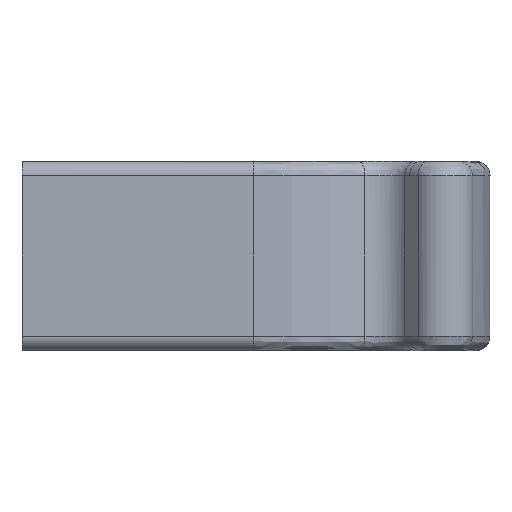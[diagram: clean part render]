
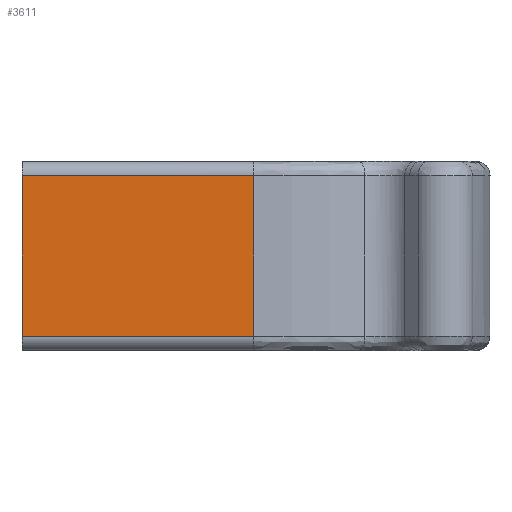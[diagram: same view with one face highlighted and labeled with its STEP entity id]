
A CAD part, front view. The second image highlights one B-rep face of the part: STEP entity #3611.
In plain terms, the highlighted free-form (B-spline) face has degree [1, 1] with [2, 2] control points.
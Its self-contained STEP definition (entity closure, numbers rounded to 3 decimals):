
#2498 = VERTEX_POINT('',#2499);
#2499 = CARTESIAN_POINT('',(0.,-22.488,-16.641));
#2527 = VERTEX_POINT('',#2528);
#2528 = CARTESIAN_POINT('',(-22.027,-22.488,
    -16.641));
#2536 = EDGE_CURVE('',#2498,#2527,#2537,.T.);
#2537 = B_SPLINE_CURVE_WITH_KNOTS('',1,(#2538,#2539),.UNSPECIFIED.,.F.,
  .F.,(2,2),(0.128,24.616),.PIECEWISE_BEZIER_KNOTS.);
#2538 = CARTESIAN_POINT('',(0.,-22.488,-16.641));
#2539 = CARTESIAN_POINT('',(-22.027,-22.488,
    -16.641));
#2824 = EDGE_CURVE('',#2825,#2527,#2827,.T.);
#2825 = VERTEX_POINT('',#2826);
#2826 = CARTESIAN_POINT('',(-22.027,-22.488,
    -1.349));
#2827 = B_SPLINE_CURVE_WITH_KNOTS('',1,(#2828,#2829),.UNSPECIFIED.,.F.,
  .F.,(2,2),(1.5,18.5),.PIECEWISE_BEZIER_KNOTS.);
#2828 = CARTESIAN_POINT('',(-22.027,-22.488,
    -1.349));
#2829 = CARTESIAN_POINT('',(-22.027,-22.488,
    -16.641));
#2933 = EDGE_CURVE('',#2825,#2934,#2936,.T.);
#2934 = VERTEX_POINT('',#2935);
#2935 = CARTESIAN_POINT('',(0.,-22.488,-1.349));
#2936 = B_SPLINE_CURVE_WITH_KNOTS('',1,(#2937,#2938),.UNSPECIFIED.,.F.,
  .F.,(2,2),(-24.616,-0.128),.PIECEWISE_BEZIER_KNOTS.);
#2937 = CARTESIAN_POINT('',(-22.027,-22.488,
    -1.349));
#2938 = CARTESIAN_POINT('',(0.,-22.488,-1.349));
#3600 = EDGE_CURVE('',#2934,#2498,#3601,.T.);
#3601 = B_SPLINE_CURVE_WITH_KNOTS('',1,(#3602,#3603),.UNSPECIFIED.,.F.,
  .F.,(2,2),(1.5,18.5),.PIECEWISE_BEZIER_KNOTS.);
#3602 = CARTESIAN_POINT('',(0.,-22.488,-1.349));
#3603 = CARTESIAN_POINT('',(0.,-22.488,-16.641));
#3611 = ADVANCED_FACE('',(#3612),#3618,.T.);
#3612 = FACE_BOUND('',#3613,.T.);
#3613 = EDGE_LOOP('',(#3614,#3615,#3616,#3617));
#3614 = ORIENTED_EDGE('',*,*,#2536,.F.);
#3615 = ORIENTED_EDGE('',*,*,#3600,.F.);
#3616 = ORIENTED_EDGE('',*,*,#2933,.F.);
#3617 = ORIENTED_EDGE('',*,*,#2824,.T.);
#3618 = B_SPLINE_SURFACE_WITH_KNOTS('',1,1,(
    (#3619,#3620)
    ,(#3621,#3622
    )),.UNSPECIFIED.,.F.,.F.,.F.,(2,2),(2,2),(0.,24.487),(1.5,
    18.5),.PIECEWISE_BEZIER_KNOTS.);
#3619 = CARTESIAN_POINT('',(0.,-22.488,-1.349));
#3620 = CARTESIAN_POINT('',(0.,-22.488,-16.641));
#3621 = CARTESIAN_POINT('',(-22.027,-22.488,
    -1.349));
#3622 = CARTESIAN_POINT('',(-22.027,-22.488,
    -16.641));
